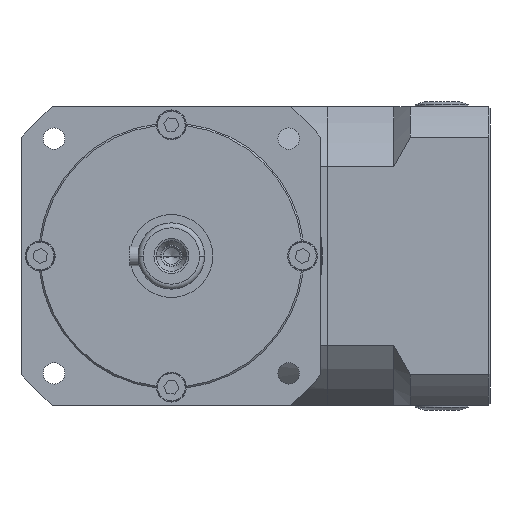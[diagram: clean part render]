
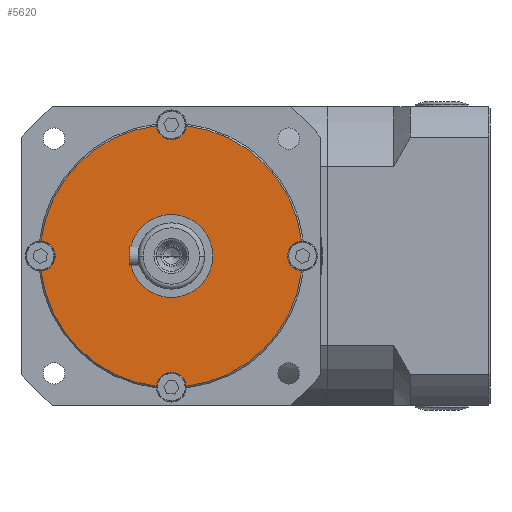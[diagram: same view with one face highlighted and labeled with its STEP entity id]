
A CAD part, left-side view. The second image highlights one B-rep face of the part: STEP entity #5620.
In plain terms, the highlighted planar face has unit normal (-1, 0, 0).
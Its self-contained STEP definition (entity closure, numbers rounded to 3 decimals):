
#165 = AXIS2_PLACEMENT_3D ( 'NONE', #11930, #13215, #7757 ) ;
#320 = AXIS2_PLACEMENT_3D ( 'NONE', #4945, #6358, #16256 ) ;
#657 = CARTESIAN_POINT ( 'NONE',  ( -54., 0., 35. ) ) ;
#999 = DIRECTION ( 'NONE',  ( 0., 0., 1. ) ) ;
#1025 = ORIENTED_EDGE ( 'NONE', *, *, #8815, .F. ) ;
#1036 = DIRECTION ( 'NONE',  ( 0., 0., 1. ) ) ;
#1046 = CIRCLE ( 'NONE', #2285, 4.5 ) ;
#1291 = VERTEX_POINT ( 'NONE', #11967 ) ;
#2005 = DIRECTION ( 'NONE',  ( 0., 0., 1. ) ) ;
#2083 = EDGE_CURVE ( 'NONE', #11006, #13360, #12219, .T. ) ;
#2285 = AXIS2_PLACEMENT_3D ( 'NONE', #6208, #17458, #2005 ) ;
#2299 = CARTESIAN_POINT ( 'NONE',  ( -54., 0., 39.5 ) ) ;
#2394 = EDGE_CURVE ( 'NONE', #8829, #1291, #3166, .T. ) ;
#2451 = AXIS2_PLACEMENT_3D ( 'NONE', #16646, #5467, #2560 ) ;
#2560 = DIRECTION ( 'NONE',  ( 0., 0., -1. ) ) ;
#3137 = EDGE_CURVE ( 'NONE', #13550, #11006, #17668, .T. ) ;
#3166 = CIRCLE ( 'NONE', #165, 39.5 ) ;
#3197 = PLANE ( 'NONE',  #10987 ) ;
#3712 = DIRECTION ( 'NONE',  ( -1., 0., 0. ) ) ;
#3929 = ORIENTED_EDGE ( 'NONE', *, *, #3137, .F. ) ;
#3944 = CARTESIAN_POINT ( 'NONE',  ( -54., 39.5, 0. ) ) ;
#4522 = EDGE_CURVE ( 'NONE', #13235, #10765, #8171, .T. ) ;
#4710 = DIRECTION ( 'NONE',  ( 0., 0., -1. ) ) ;
#4945 = CARTESIAN_POINT ( 'NONE',  ( -54., 0., -39.5 ) ) ;
#5037 = VERTEX_POINT ( 'NONE', #7569 ) ;
#5066 = CARTESIAN_POINT ( 'NONE',  ( -54., 39.244, 4.493 ) ) ;
#5073 = EDGE_CURVE ( 'NONE', #10765, #8829, #18156, .T. ) ;
#5403 = AXIS2_PLACEMENT_3D ( 'NONE', #2299, #3712, #999 ) ;
#5467 = DIRECTION ( 'NONE',  ( 1., 0., 0. ) ) ;
#5620 = ADVANCED_FACE ( 'NONE', ( #14590 ), #3197, .T. ) ;
#5671 = ORIENTED_EDGE ( 'NONE', *, *, #2083, .F. ) ;
#5790 = VERTEX_POINT ( 'NONE', #5066 ) ;
#5804 = AXIS2_PLACEMENT_3D ( 'NONE', #3944, #17921, #1036 ) ;
#5921 = EDGE_CURVE ( 'NONE', #1291, #5790, #11722, .T. ) ;
#5942 = ORIENTED_EDGE ( 'NONE', *, *, #7592, .F. ) ;
#5989 = CIRCLE ( 'NONE', #2451, 39.5 ) ;
#6208 = CARTESIAN_POINT ( 'NONE',  ( -54., -39.5, 0. ) ) ;
#6358 = DIRECTION ( 'NONE',  ( -1., 0., 0. ) ) ;
#6944 = CIRCLE ( 'NONE', #8874, 39.5 ) ;
#7331 = EDGE_LOOP ( 'NONE', ( #5942, #16893, #14465, #16698, #9685, #14575, #7711, #1025, #5671, #3929 ) ) ;
#7507 = DIRECTION ( 'NONE',  ( -1., 0., 0. ) ) ;
#7569 = CARTESIAN_POINT ( 'NONE',  ( -54., -39.244, -4.493 ) ) ;
#7592 = EDGE_CURVE ( 'NONE', #17715, #13550, #13418, .T. ) ;
#7711 = ORIENTED_EDGE ( 'NONE', *, *, #12356, .F. ) ;
#7757 = DIRECTION ( 'NONE',  ( 0., 0., -1. ) ) ;
#8171 = CIRCLE ( 'NONE', #320, 4.5 ) ;
#8723 = CARTESIAN_POINT ( 'NONE',  ( -54., 0., 39.5 ) ) ;
#8815 = EDGE_CURVE ( 'NONE', #13360, #5037, #1046, .T. ) ;
#8829 = VERTEX_POINT ( 'NONE', #13020 ) ;
#8874 = AXIS2_PLACEMENT_3D ( 'NONE', #9187, #16115, #9252 ) ;
#9187 = CARTESIAN_POINT ( 'NONE',  ( -54., 0., 0. ) ) ;
#9252 = DIRECTION ( 'NONE',  ( 0., 0., -1. ) ) ;
#9295 = AXIS2_PLACEMENT_3D ( 'NONE', #10387, #16089, #4710 ) ;
#9566 = AXIS2_PLACEMENT_3D ( 'NONE', #14815, #7507, #15999 ) ;
#9685 = ORIENTED_EDGE ( 'NONE', *, *, #5073, .F. ) ;
#10387 = CARTESIAN_POINT ( 'NONE',  ( -54., 0., 0. ) ) ;
#10589 = CARTESIAN_POINT ( 'NONE',  ( -54., -4.493, 39.244 ) ) ;
#10765 = VERTEX_POINT ( 'NONE', #12685 ) ;
#10987 = AXIS2_PLACEMENT_3D ( 'NONE', #16998, #15940, #11819 ) ;
#11006 = VERTEX_POINT ( 'NONE', #10589 ) ;
#11548 = DIRECTION ( 'NONE',  ( 0., 0., 1. ) ) ;
#11722 = CIRCLE ( 'NONE', #5804, 4.5 ) ;
#11819 = DIRECTION ( 'NONE',  ( 0., 0., 1. ) ) ;
#11930 = CARTESIAN_POINT ( 'NONE',  ( -54., 0., 0. ) ) ;
#11967 = CARTESIAN_POINT ( 'NONE',  ( -54., 39.244, -4.493 ) ) ;
#12219 = CIRCLE ( 'NONE', #9295, 39.5 ) ;
#12356 = EDGE_CURVE ( 'NONE', #5037, #13235, #6944, .T. ) ;
#12685 = CARTESIAN_POINT ( 'NONE',  ( -54., 0., -35. ) ) ;
#13020 = CARTESIAN_POINT ( 'NONE',  ( -54., 4.493, -39.244 ) ) ;
#13215 = DIRECTION ( 'NONE',  ( 1., 0., 0. ) ) ;
#13235 = VERTEX_POINT ( 'NONE', #16888 ) ;
#13360 = VERTEX_POINT ( 'NONE', #17305 ) ;
#13418 = CIRCLE ( 'NONE', #15629, 4.5 ) ;
#13550 = VERTEX_POINT ( 'NONE', #657 ) ;
#14320 = CARTESIAN_POINT ( 'NONE',  ( -54., 4.493, 39.244 ) ) ;
#14465 = ORIENTED_EDGE ( 'NONE', *, *, #5921, .F. ) ;
#14575 = ORIENTED_EDGE ( 'NONE', *, *, #4522, .F. ) ;
#14590 = FACE_OUTER_BOUND ( 'NONE', #7331, .T. ) ;
#14815 = CARTESIAN_POINT ( 'NONE',  ( -54., 0., -39.5 ) ) ;
#15629 = AXIS2_PLACEMENT_3D ( 'NONE', #8723, #15861, #11548 ) ;
#15861 = DIRECTION ( 'NONE',  ( -1., 0., 0. ) ) ;
#15940 = DIRECTION ( 'NONE',  ( -1., 0., 0. ) ) ;
#15999 = DIRECTION ( 'NONE',  ( 0., 0., 1. ) ) ;
#16089 = DIRECTION ( 'NONE',  ( 1., 0., 0. ) ) ;
#16115 = DIRECTION ( 'NONE',  ( 1., 0., 0. ) ) ;
#16256 = DIRECTION ( 'NONE',  ( 0., 0., 1. ) ) ;
#16646 = CARTESIAN_POINT ( 'NONE',  ( -54., 0., 0. ) ) ;
#16695 = EDGE_CURVE ( 'NONE', #5790, #17715, #5989, .T. ) ;
#16698 = ORIENTED_EDGE ( 'NONE', *, *, #2394, .F. ) ;
#16888 = CARTESIAN_POINT ( 'NONE',  ( -54., -4.493, -39.244 ) ) ;
#16893 = ORIENTED_EDGE ( 'NONE', *, *, #16695, .F. ) ;
#16998 = CARTESIAN_POINT ( 'NONE',  ( -54., 39.5, 0. ) ) ;
#17305 = CARTESIAN_POINT ( 'NONE',  ( -54., -39.244, 4.493 ) ) ;
#17458 = DIRECTION ( 'NONE',  ( -1., 0., 0. ) ) ;
#17668 = CIRCLE ( 'NONE', #5403, 4.5 ) ;
#17715 = VERTEX_POINT ( 'NONE', #14320 ) ;
#17921 = DIRECTION ( 'NONE',  ( -1., 0., 0. ) ) ;
#18156 = CIRCLE ( 'NONE', #9566, 4.5 ) ;
